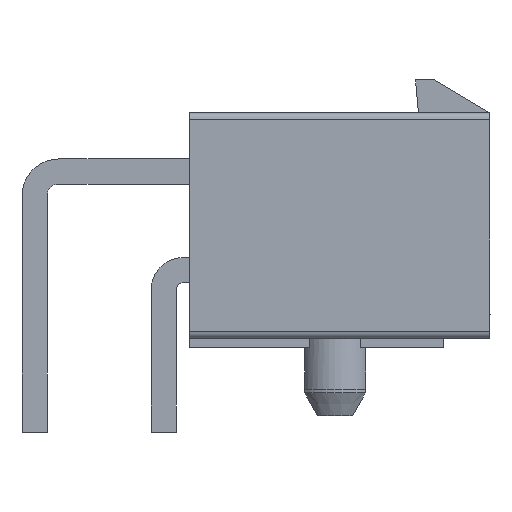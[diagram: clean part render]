
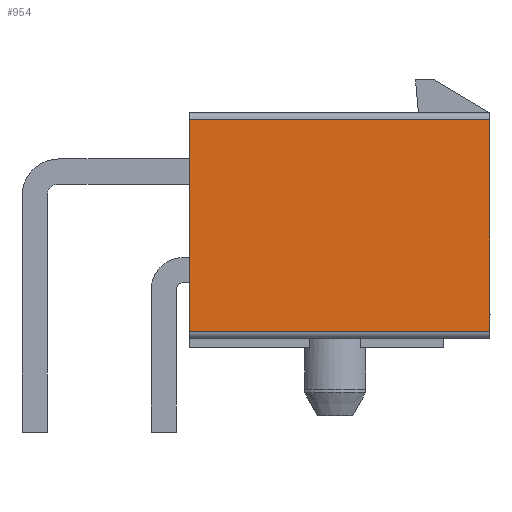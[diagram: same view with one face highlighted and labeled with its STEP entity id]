
A CAD part, left-side view. The second image highlights one B-rep face of the part: STEP entity #954.
In plain terms, the highlighted planar face has unit normal (-1, 0, 0).
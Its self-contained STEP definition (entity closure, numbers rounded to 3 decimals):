
#230 = LINE ( 'NONE', #1741, #416 ) ;
#237 = VECTOR ( 'NONE', #1542, 1000. ) ;
#279 = AXIS2_PLACEMENT_3D ( 'NONE', #833, #1269, #580 ) ;
#299 = CARTESIAN_POINT ( 'NONE',  ( 64.378, 6.871, -0.261 ) ) ;
#345 = VERTEX_POINT ( 'NONE', #2060 ) ;
#414 = EDGE_LOOP ( 'NONE', ( #480, #2699, #2360, #918 ) ) ;
#416 = VECTOR ( 'NONE', #1109, 1000. ) ;
#451 = EDGE_CURVE ( 'NONE', #1511, #745, #1890, .T. ) ;
#480 = ORIENTED_EDGE ( 'NONE', *, *, #1685, .T. ) ;
#580 = DIRECTION ( 'NONE',  ( 0., 1., 0. ) ) ;
#691 = VECTOR ( 'NONE', #1289, 1000. ) ;
#745 = VERTEX_POINT ( 'NONE', #299 ) ;
#833 = CARTESIAN_POINT ( 'NONE',  ( 64.378, -5.929, -9.561 ) ) ;
#918 = ORIENTED_EDGE ( 'NONE', *, *, #1835, .T. ) ;
#954 = ADVANCED_FACE ( 'NONE', ( #1696 ), #2734, .T. ) ;
#1028 = EDGE_CURVE ( 'NONE', #745, #345, #1077, .T. ) ;
#1053 = DIRECTION ( 'NONE',  ( 0., 1., 0. ) ) ;
#1077 = LINE ( 'NONE', #2128, #237 ) ;
#1109 = DIRECTION ( 'NONE',  ( 0., -1., 0. ) ) ;
#1179 = VECTOR ( 'NONE', #1053, 1000. ) ;
#1231 = CARTESIAN_POINT ( 'NONE',  ( 64.378, -5.929, -9.261 ) ) ;
#1269 = DIRECTION ( 'NONE',  ( -1., 0., 0. ) ) ;
#1289 = DIRECTION ( 'NONE',  ( 0., 0., 1. ) ) ;
#1499 = CARTESIAN_POINT ( 'NONE',  ( 64.378, -5.929, -0.261 ) ) ;
#1511 = VERTEX_POINT ( 'NONE', #1499 ) ;
#1542 = DIRECTION ( 'NONE',  ( 0., 0., -1. ) ) ;
#1685 = EDGE_CURVE ( 'NONE', #2038, #1511, #1904, .T. ) ;
#1696 = FACE_OUTER_BOUND ( 'NONE', #414, .T. ) ;
#1741 = CARTESIAN_POINT ( 'NONE',  ( 64.378, -5.929, -9.261 ) ) ;
#1835 = EDGE_CURVE ( 'NONE', #345, #2038, #230, .T. ) ;
#1890 = LINE ( 'NONE', #1903, #1179 ) ;
#1903 = CARTESIAN_POINT ( 'NONE',  ( 64.378, -5.929, -0.261 ) ) ;
#1904 = LINE ( 'NONE', #2753, #691 ) ;
#2038 = VERTEX_POINT ( 'NONE', #1231 ) ;
#2060 = CARTESIAN_POINT ( 'NONE',  ( 64.378, 6.871, -9.261 ) ) ;
#2128 = CARTESIAN_POINT ( 'NONE',  ( 64.378, 6.871, -9.561 ) ) ;
#2360 = ORIENTED_EDGE ( 'NONE', *, *, #1028, .T. ) ;
#2699 = ORIENTED_EDGE ( 'NONE', *, *, #451, .T. ) ;
#2734 = PLANE ( 'NONE',  #279 ) ;
#2753 = CARTESIAN_POINT ( 'NONE',  ( 64.378, -5.929, -9.561 ) ) ;
